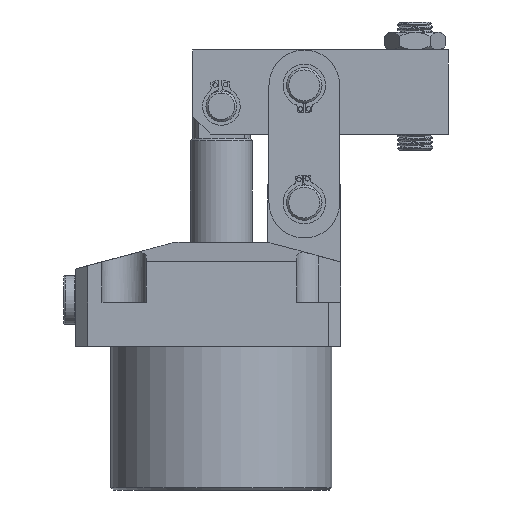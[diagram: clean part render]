
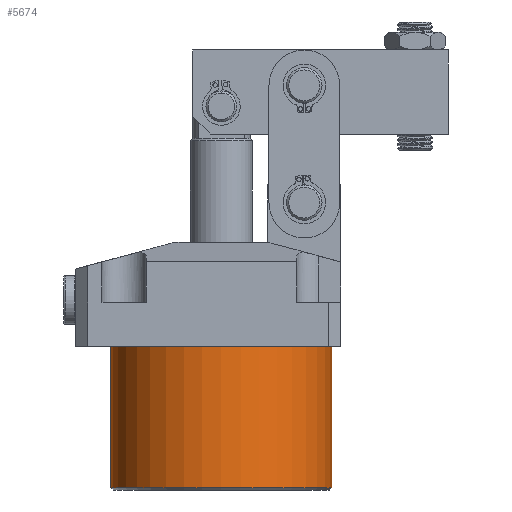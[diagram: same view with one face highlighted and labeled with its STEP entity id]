
A CAD part, front view. The second image highlights one B-rep face of the part: STEP entity #5674.
In plain terms, the highlighted cylindrical face has radius 50 mm (diameter 100 mm), a partial arc.
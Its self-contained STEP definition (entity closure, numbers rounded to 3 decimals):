
#313 = LINE ( 'NONE', #27812, #1031 ) ;
#567 = AXIS2_PLACEMENT_3D ( 'NONE', #6310, #10710, #17428 ) ;
#1031 = VECTOR ( 'NONE', #1484, 1000. ) ;
#1438 = CARTESIAN_POINT ( 'NONE',  ( -50., 0., -23.5 ) ) ;
#1484 = DIRECTION ( 'NONE',  ( 0., 0., 1. ) ) ;
#2191 = CARTESIAN_POINT ( 'NONE',  ( -50., 0., -88.5 ) ) ;
#3821 = CIRCLE ( 'NONE', #10650, 50. ) ;
#4867 = CARTESIAN_POINT ( 'NONE',  ( -50., 0., -87.5 ) ) ;
#5295 = DIRECTION ( 'NONE',  ( -1., 0., 0. ) ) ;
#5674 = ADVANCED_FACE ( 'NONE', ( #26892 ), #11258, .T. ) ;
#5992 = ORIENTED_EDGE ( 'NONE', *, *, #16282, .T. ) ;
#6310 = CARTESIAN_POINT ( 'NONE',  ( 0., 0., -87.5 ) ) ;
#6678 = EDGE_CURVE ( 'NONE', #11136, #25555, #313, .T. ) ;
#6789 = CIRCLE ( 'NONE', #567, 50. ) ;
#9712 = DIRECTION ( 'NONE',  ( 0., 0., -1. ) ) ;
#10650 = AXIS2_PLACEMENT_3D ( 'NONE', #23048, #9712, #5295 ) ;
#10710 = DIRECTION ( 'NONE',  ( 0., 0., 1. ) ) ;
#11136 = VERTEX_POINT ( 'NONE', #26837 ) ;
#11258 = CYLINDRICAL_SURFACE ( 'NONE', #14237, 50. ) ;
#12979 = EDGE_LOOP ( 'NONE', ( #27373, #27467, #18678, #5992 ) ) ;
#13453 = CARTESIAN_POINT ( 'NONE',  ( 50., 0., -23.5 ) ) ;
#14237 = AXIS2_PLACEMENT_3D ( 'NONE', #26469, #24337, #15165 ) ;
#15154 = EDGE_CURVE ( 'NONE', #17092, #19424, #23916, .T. ) ;
#15165 = DIRECTION ( 'NONE',  ( 1., 0., 0. ) ) ;
#16282 = EDGE_CURVE ( 'NONE', #25555, #19424, #3821, .T. ) ;
#17092 = VERTEX_POINT ( 'NONE', #4867 ) ;
#17428 = DIRECTION ( 'NONE',  ( -1., 0., 0. ) ) ;
#17975 = VECTOR ( 'NONE', #26476, 1000. ) ;
#18678 = ORIENTED_EDGE ( 'NONE', *, *, #6678, .T. ) ;
#19424 = VERTEX_POINT ( 'NONE', #1438 ) ;
#23048 = CARTESIAN_POINT ( 'NONE',  ( 0., 0., -23.5 ) ) ;
#23916 = LINE ( 'NONE', #2191, #17975 ) ;
#24110 = EDGE_CURVE ( 'NONE', #17092, #11136, #6789, .T. ) ;
#24337 = DIRECTION ( 'NONE',  ( 0., 0., 1. ) ) ;
#25555 = VERTEX_POINT ( 'NONE', #13453 ) ;
#26469 = CARTESIAN_POINT ( 'NONE',  ( 0., 0., -88.5 ) ) ;
#26476 = DIRECTION ( 'NONE',  ( 0., 0., 1. ) ) ;
#26837 = CARTESIAN_POINT ( 'NONE',  ( 50., 0., -87.5 ) ) ;
#26892 = FACE_OUTER_BOUND ( 'NONE', #12979, .T. ) ;
#27373 = ORIENTED_EDGE ( 'NONE', *, *, #15154, .F. ) ;
#27467 = ORIENTED_EDGE ( 'NONE', *, *, #24110, .T. ) ;
#27812 = CARTESIAN_POINT ( 'NONE',  ( 50., 0., -88.5 ) ) ;
